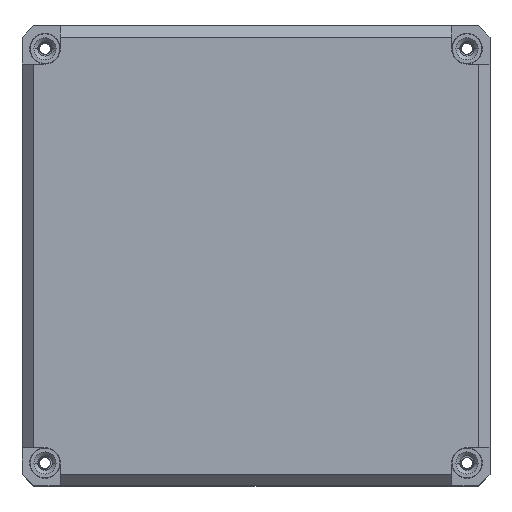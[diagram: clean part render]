
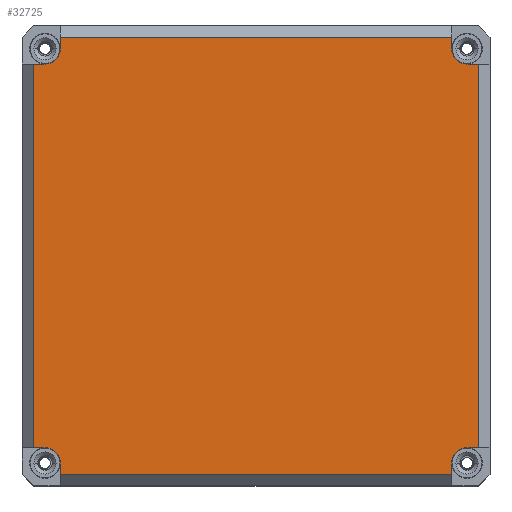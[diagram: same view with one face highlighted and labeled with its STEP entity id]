
A CAD part, top view. The second image highlights one B-rep face of the part: STEP entity #32725.
In plain terms, the highlighted planar face has unit normal (0, 0, 1).
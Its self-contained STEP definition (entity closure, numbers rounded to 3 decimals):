
#27677=DIRECTION('',(0.,1.,0.));
#27678=VECTOR('',#27677,99.948);
#27679=CARTESIAN_POINT('',(58.,-49.974,15.));
#27680=LINE('',#27679,#27678);
#27685=DIRECTION('',(0.,1.,0.));
#27686=VECTOR('',#27685,3.);
#27687=CARTESIAN_POINT('',(-50.974,-57.,15.));
#27688=LINE('',#27687,#27686);
#27689=CARTESIAN_POINT('',(-55.,-54.,15.));
#27690=DIRECTION('',(0.,0.,1.));
#27691=DIRECTION('',(1.,0.,0.));
#27692=AXIS2_PLACEMENT_3D('',#27689,#27690,#27691);
#27694=DIRECTION('',(1.,0.,0.));
#27695=VECTOR('',#27694,3.);
#27696=CARTESIAN_POINT('',(-58.,-49.974,15.));
#27697=LINE('',#27696,#27695);
#27698=DIRECTION('',(1.,0.,0.));
#27699=VECTOR('',#27698,3.);
#27700=CARTESIAN_POINT('',(-58.,49.974,15.));
#27701=LINE('',#27700,#27699);
#27702=CARTESIAN_POINT('',(-55.,54.,15.));
#27703=DIRECTION('',(0.,0.,1.));
#27704=DIRECTION('',(0.,-1.,0.));
#27705=AXIS2_PLACEMENT_3D('',#27702,#27703,#27704);
#27707=DIRECTION('',(0.,-1.,0.));
#27708=VECTOR('',#27707,3.);
#27709=CARTESIAN_POINT('',(-50.974,57.,15.));
#27710=LINE('',#27709,#27708);
#27711=DIRECTION('',(1.,0.,0.));
#27712=VECTOR('',#27711,101.948);
#27713=CARTESIAN_POINT('',(-50.974,57.,15.));
#27714=LINE('',#27713,#27712);
#27715=DIRECTION('',(0.,-1.,0.));
#27716=VECTOR('',#27715,3.);
#27717=CARTESIAN_POINT('',(50.974,57.,15.));
#27718=LINE('',#27717,#27716);
#27719=CARTESIAN_POINT('',(55.,54.,15.));
#27720=DIRECTION('',(0.,0.,1.));
#27721=DIRECTION('',(-1.,0.,0.));
#27722=AXIS2_PLACEMENT_3D('',#27719,#27720,#27721);
#27724=DIRECTION('',(-1.,0.,0.));
#27725=VECTOR('',#27724,3.);
#27726=CARTESIAN_POINT('',(58.,49.974,15.));
#27727=LINE('',#27726,#27725);
#27728=DIRECTION('',(-1.,0.,0.));
#27729=VECTOR('',#27728,3.);
#27730=CARTESIAN_POINT('',(58.,-49.974,15.));
#27731=LINE('',#27730,#27729);
#27732=CARTESIAN_POINT('',(55.,-54.,15.));
#27733=DIRECTION('',(0.,0.,1.));
#27734=DIRECTION('',(0.,1.,0.));
#27735=AXIS2_PLACEMENT_3D('',#27732,#27733,#27734);
#27737=DIRECTION('',(0.,1.,0.));
#27738=VECTOR('',#27737,3.);
#27739=CARTESIAN_POINT('',(50.974,-57.,15.));
#27740=LINE('',#27739,#27738);
#27745=DIRECTION('',(1.,0.,0.));
#27746=VECTOR('',#27745,101.948);
#27747=CARTESIAN_POINT('',(-50.974,-57.,15.));
#27748=LINE('',#27747,#27746);
#27795=DIRECTION('',(0.,-1.,0.));
#27796=VECTOR('',#27795,99.948);
#27797=CARTESIAN_POINT('',(-58.,49.974,15.));
#27798=LINE('',#27797,#27796);
#31081=CARTESIAN_POINT('',(50.974,57.,15.));
#31082=CARTESIAN_POINT('',(50.974,54.,15.));
#31083=VERTEX_POINT('',#31081);
#31084=VERTEX_POINT('',#31082);
#31085=CARTESIAN_POINT('',(55.,49.974,15.));
#31086=VERTEX_POINT('',#31085);
#31087=CARTESIAN_POINT('',(58.,49.974,15.));
#31088=VERTEX_POINT('',#31087);
#31089=CARTESIAN_POINT('',(-55.,49.974,15.));
#31090=CARTESIAN_POINT('',(-50.974,54.,15.));
#31091=VERTEX_POINT('',#31089);
#31092=VERTEX_POINT('',#31090);
#31093=CARTESIAN_POINT('',(-50.974,57.,15.));
#31094=VERTEX_POINT('',#31093);
#31095=CARTESIAN_POINT('',(-58.,49.974,15.));
#31096=VERTEX_POINT('',#31095);
#31097=CARTESIAN_POINT('',(58.,-49.974,15.));
#31098=CARTESIAN_POINT('',(55.,-49.974,15.));
#31099=VERTEX_POINT('',#31097);
#31100=VERTEX_POINT('',#31098);
#31101=CARTESIAN_POINT('',(50.974,-54.,15.));
#31102=VERTEX_POINT('',#31101);
#31103=CARTESIAN_POINT('',(50.974,-57.,15.));
#31104=VERTEX_POINT('',#31103);
#31105=CARTESIAN_POINT('',(-58.,-49.974,15.));
#31106=CARTESIAN_POINT('',(-55.,-49.974,15.));
#31107=VERTEX_POINT('',#31105);
#31108=VERTEX_POINT('',#31106);
#31109=CARTESIAN_POINT('',(-50.974,-57.,15.));
#31110=CARTESIAN_POINT('',(-50.974,-54.,15.));
#31111=VERTEX_POINT('',#31109);
#31112=VERTEX_POINT('',#31110);
#32692=CARTESIAN_POINT('',(0.,0.,15.));
#32693=DIRECTION('',(0.,0.,1.));
#32694=DIRECTION('',(1.,0.,0.));
#32695=AXIS2_PLACEMENT_3D('',#32692,#32693,#32694);
#32696=PLANE('',#32695);
#32698=ORIENTED_EDGE('',*,*,#32697,.F.);
#32700=ORIENTED_EDGE('',*,*,#32699,.T.);
#32701=ORIENTED_EDGE('',*,*,#32409,.T.);
#32703=ORIENTED_EDGE('',*,*,#32702,.F.);
#32705=ORIENTED_EDGE('',*,*,#32704,.F.);
#32707=ORIENTED_EDGE('',*,*,#32706,.T.);
#32708=ORIENTED_EDGE('',*,*,#32554,.T.);
#32709=ORIENTED_EDGE('',*,*,#32597,.F.);
#32710=ORIENTED_EDGE('',*,*,#32612,.T.);
#32712=ORIENTED_EDGE('',*,*,#32711,.T.);
#32714=ORIENTED_EDGE('',*,*,#32713,.T.);
#32715=ORIENTED_EDGE('',*,*,#32685,.F.);
#32716=ORIENTED_EDGE('',*,*,#32673,.F.);
#32718=ORIENTED_EDGE('',*,*,#32717,.T.);
#32720=ORIENTED_EDGE('',*,*,#32719,.T.);
#32722=ORIENTED_EDGE('',*,*,#32721,.F.);
#32723=EDGE_LOOP('',(#32698,#32700,#32701,#32703,#32705,#32707,#32708,#32709,
#32710,#32712,#32714,#32715,#32716,#32718,#32720,#32722));
#32724=FACE_OUTER_BOUND('',#32723,.F.);
#32725=ADVANCED_FACE('',(#32724),#32696,.T.);
#27693=CIRCLE('',#27692,4.026);
#27706=CIRCLE('',#27705,4.026);
#27723=CIRCLE('',#27722,4.026);
#27736=CIRCLE('',#27735,4.026);
#32409=EDGE_CURVE('',#31112,#31108,#27693,.T.);
#32554=EDGE_CURVE('',#31091,#31092,#27706,.T.);
#32597=EDGE_CURVE('',#31094,#31092,#27710,.T.);
#32612=EDGE_CURVE('',#31094,#31083,#27714,.T.);
#32673=EDGE_CURVE('',#31099,#31088,#27680,.T.);
#32685=EDGE_CURVE('',#31088,#31086,#27727,.T.);
#32697=EDGE_CURVE('',#31111,#31104,#27748,.T.);
#32699=EDGE_CURVE('',#31111,#31112,#27688,.T.);
#32702=EDGE_CURVE('',#31107,#31108,#27697,.T.);
#32704=EDGE_CURVE('',#31096,#31107,#27798,.T.);
#32706=EDGE_CURVE('',#31096,#31091,#27701,.T.);
#32711=EDGE_CURVE('',#31083,#31084,#27718,.T.);
#32713=EDGE_CURVE('',#31084,#31086,#27723,.T.);
#32717=EDGE_CURVE('',#31099,#31100,#27731,.T.);
#32719=EDGE_CURVE('',#31100,#31102,#27736,.T.);
#32721=EDGE_CURVE('',#31104,#31102,#27740,.T.);
